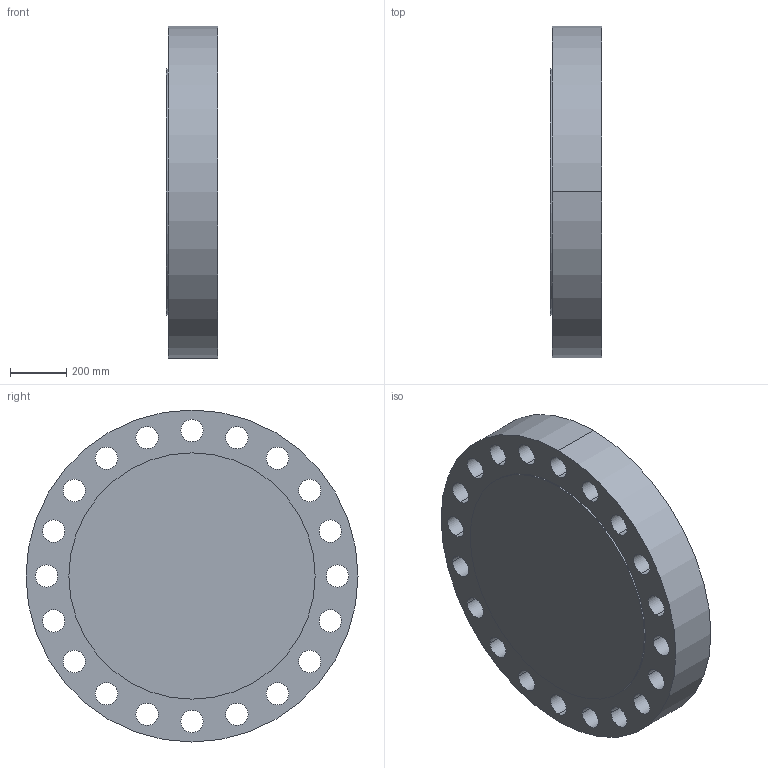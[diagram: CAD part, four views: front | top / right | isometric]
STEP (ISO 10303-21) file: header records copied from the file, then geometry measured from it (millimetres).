
FILE_DESCRIPTION (( 'STEP AP203' ), '1' );
FILE_NAME ('30_900_B1647B_RF_BLF.STEP', '2024-01-12T21:36:28', ( '' ), ( '' ), 'SwSTEP 2.0', 'SolidWorks 2023', '' );
FILE_SCHEMA (( 'CONFIG_CONTROL_DESIGN' ));
Length unit declared in the file: inch
Products named in the file (1): 30_900_B1647B_RF_BLF
Bounding box: 182.56 x 1181.1 x 1181.1 mm (x, y, z)
Volume: 179454031.9 mm3; surface area: 3543468.7 mm2
Topology: 1 solids, 1 shells, 47 faces, 132 edges, 88 vertices
Faces by surface type: cylinder 44, plane 3
Entity records: 1733 total; most frequent: DIRECTION 316, CARTESIAN_POINT 268, ORIENTED_EDGE 264, AXIS2_PLACEMENT_3D 136, EDGE_CURVE 132, VERTEX_POINT 88, CIRCLE 88, EDGE_LOOP 88
